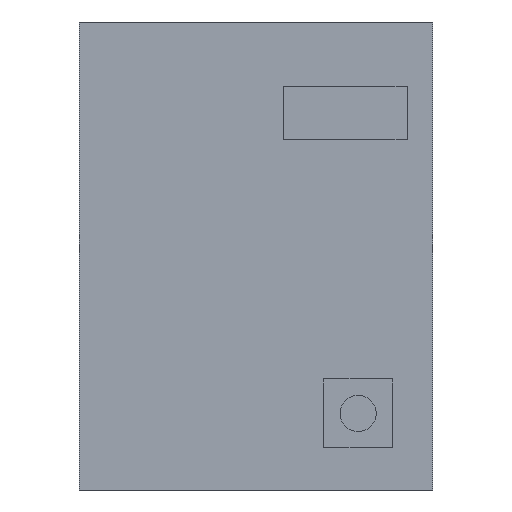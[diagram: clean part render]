
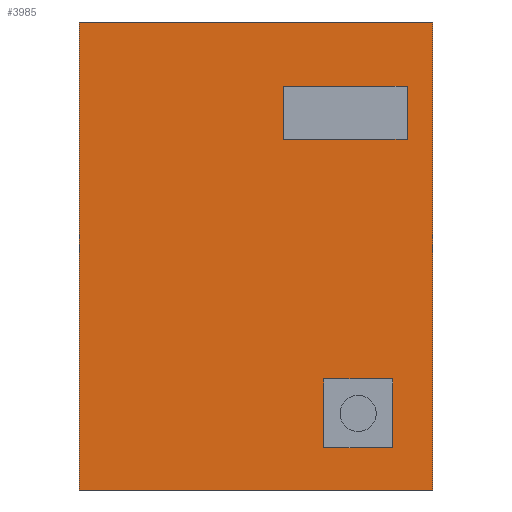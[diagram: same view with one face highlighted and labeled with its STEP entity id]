
A CAD part, front view. The second image highlights one B-rep face of the part: STEP entity #3985.
In plain terms, the highlighted planar face has unit normal (0, -1, 0).
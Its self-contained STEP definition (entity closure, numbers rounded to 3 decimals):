
#3761=CARTESIAN_POINT('POINT681',(10.541,-35.56,-13.97));
#3762=VERTEX_POINT('VERTEX681',#3761);
#3765=CARTESIAN_POINT('POINT682',(-10.541,-35.56,-13.97))
   ;
#3766=VERTEX_POINT('VERTEX682',#3765);
#3767=CARTESIAN_POINT('POS1216',(-10.541,-35.56,-13.97));
#3768=DIRECTION('DIR1637',(-1.,0.,0.));
#3769=VECTOR('VEC795',#3768,25.4);
#3770=LINE('STRAIGHT795',#3767,#3769);
#3771=EDGE_CURVE('EDGE1029',#3762,#3766,#3770,.T.);
#3780=CARTESIAN_POINT('POINT683',(-10.541,-35.56,13.97));
#3781=VERTEX_POINT('VERTEX683',#3780);
#3782=CARTESIAN_POINT('POS1217',(-10.541,-35.56,13.97));
#3783=DIRECTION('DIR1638',(0.,0.,
   1.));
#3784=VECTOR('VEC796',#3783,25.4);
#3785=LINE('STRAIGHT796',#3782,#3784);
#3786=EDGE_CURVE('EDGE1031',#3766,#3781,#3785,.T.);
#3795=CARTESIAN_POINT('POINT684',(10.541,-35.56,13.97));
#3796=VERTEX_POINT('VERTEX684',#3795);
#3797=CARTESIAN_POINT('POS1218',(10.541,-35.56,13.97));
#3798=DIRECTION('DIR1639',(1.,0.,
   0.));
#3799=VECTOR('VEC797',#3798,25.4);
#3800=LINE('STRAIGHT797',#3797,#3799);
#3801=EDGE_CURVE('EDGE1033',#3781,#3796,#3800,.T.);
#3828=CARTESIAN_POINT('POS1219',(10.541,-35.56,-13.97));
#3829=DIRECTION('DIR1640',(0.,0.
   ,-1.));
#3830=VECTOR('VEC798',#3829,25.4);
#3831=LINE('STRAIGHT798',#3828,#3830);
#3832=EDGE_CURVE('EDGE1035',#3796,#3762,#3831,.T.);
#3839=CARTESIAN_POINT('POINT685',(1.651,-35.56,6.972));
#3840=VERTEX_POINT('VERTEX685',#3839);
#3847=CARTESIAN_POINT('POINT686',(9.017,-35.56,6.972));
#3848=VERTEX_POINT('VERTEX686',#3847);
#3849=CARTESIAN_POINT('POS1221',(0.825,-35.56,
   6.972));
#3850=DIRECTION('DIR1642',(-1.,0.,
   0.));
#3851=VECTOR('VEC800',#3850,25.4);
#3852=LINE('STRAIGHT800',#3849,#3851);
#3853=EDGE_CURVE('EDGE1037',#3848,#3840,#3852,.T.);
#3871=CARTESIAN_POINT('POINT687',(9.017,-35.56,10.147));
#3872=VERTEX_POINT('VERTEX687',#3871);
#3873=CARTESIAN_POINT('POS1224',(9.017,-35.56,3.486));
#3874=DIRECTION('DIR1646',(0.,0.,
   -1.));
#3875=VECTOR('VEC802',#3874,25.4);
#3876=LINE('STRAIGHT802',#3873,#3875);
#3877=EDGE_CURVE('EDGE1039',#3872,#3848,#3876,.T.);
#3895=CARTESIAN_POINT('POINT688',(1.651,-35.56,10.147));
#3896=VERTEX_POINT('VERTEX688',#3895);
#3897=CARTESIAN_POINT('POS1227',(4.508,-35.56,
   10.147));
#3898=DIRECTION('DIR1650',(1.,0.,
   0.));
#3899=VECTOR('VEC804',#3898,25.4);
#3900=LINE('STRAIGHT804',#3897,#3899);
#3901=EDGE_CURVE('EDGE1041',#3896,#3872,#3900,.T.);
#3919=CARTESIAN_POINT('POS1230',(1.651,-35.56,4.28));
#3920=DIRECTION('DIR1654',(0.,0.,
   1.));
#3921=VECTOR('VEC806',#3920,25.4);
#3922=LINE('STRAIGHT806',#3919,#3921);
#3923=EDGE_CURVE('EDGE1043',#3840,#3896,#3922,.T.);
#3934=CARTESIAN_POINT('POINT689',(8.153,-35.56,-11.455)
   );
#3935=VERTEX_POINT('VERTEX689',#3934);
#3936=CARTESIAN_POINT('POINT690',(4.039,-35.56,-11.455)
   );
#3937=VERTEX_POINT('VERTEX690',#3936);
#3938=CARTESIAN_POINT('POS1232',(3.048,-35.56,
   -11.455));
#3939=DIRECTION('DIR1657',(-1.,0.,0.));
#3940=VECTOR('VEC807',#3939,25.4);
#3941=LINE('STRAIGHT807',#3938,#3940);
#3942=EDGE_CURVE('EDGE1044',#3935,#3937,#3941,.T.);
#3943=ORIENTED_EDGE('COEDGE2079',*,*,#3942,.T.);
#3944=CARTESIAN_POINT('POINT691',(4.039,-35.56,-7.341))
   ;
#3945=VERTEX_POINT('VERTEX691',#3944);
#3946=CARTESIAN_POINT('POS1233',(4.039,-35.56,-4.699));
#3947=DIRECTION('DIR1658',(0.,0.,
   1.));
#3948=VECTOR('VEC808',#3947,25.4);
#3949=LINE('STRAIGHT808',#3946,#3948);
#3950=EDGE_CURVE('EDGE1045',#3937,#3945,#3949,.T.);
#3951=ORIENTED_EDGE('COEDGE2080',*,*,#3950,.T.);
#3952=CARTESIAN_POINT('POINT692',(8.153,-35.56,-7.341))
   ;
#3953=VERTEX_POINT('VERTEX692',#3952);
#3954=CARTESIAN_POINT('POS1234',(3.048,-35.56,
   -7.341));
#3955=DIRECTION('DIR1659',(1.,0.,0.));
#3956=VECTOR('VEC809',#3955,25.4);
#3957=LINE('STRAIGHT809',#3954,#3956);
#3958=EDGE_CURVE('EDGE1046',#3945,#3953,#3957,.T.);
#3959=ORIENTED_EDGE('COEDGE2081',*,*,#3958,.T.);
#3960=CARTESIAN_POINT('POS1235',(8.153,-35.56,-4.699));
#3961=DIRECTION('DIR1660',(0.,0.
   ,-1.));
#3962=VECTOR('VEC810',#3961,25.4);
#3963=LINE('STRAIGHT810',#3960,#3962);
#3964=EDGE_CURVE('EDGE1047',#3953,#3935,#3963,.T.);
#3965=ORIENTED_EDGE('COEDGE2082',*,*,#3964,.T.);
#3966=EDGE_LOOP('NONE',(#3943,#3951,#3959,#3965));
#3967=FACE_BOUND('LOOP1',#3966,.T.);
#3968=ORIENTED_EDGE('COEDGE2083',*,*,#3923,.T.);
#3969=ORIENTED_EDGE('COEDGE2084',*,*,#3901,.T.);
#3970=ORIENTED_EDGE('COEDGE2085',*,*,#3877,.T.);
#3971=ORIENTED_EDGE('COEDGE2086',*,*,#3853,.T.);
#3972=EDGE_LOOP('NONE',(#3968,#3969,#3970,#3971));
#3973=FACE_BOUND('LOOP1',#3972,.T.);
#3974=ORIENTED_EDGE('COEDGE2087',*,*,#3832,.F.);
#3975=ORIENTED_EDGE('COEDGE2088',*,*,#3801,.F.);
#3976=ORIENTED_EDGE('COEDGE2089',*,*,#3786,.F.);
#3977=ORIENTED_EDGE('COEDGE2090',*,*,#3771,.F.);
#3978=EDGE_LOOP('NONE',(#3974,#3975,#3976,#3977));
#3979=FACE_BOUND('LOOP1',#3978,.T.);
#3980=CARTESIAN_POINT('POS1236',(0.,-35.56,
   0.));
#3981=DIRECTION('DIR1661',(0.,-1.,
   0.));
#3982=DIRECTION('DIR1662',(1.,0.,
   0.));
#3983=AXIS2_PLACEMENT_3D('AXIS426',#3980,#3981,#3982);
#3984=PLANE('PLANE276',#3983);
#3985=ADVANCED_FACE('FACE396',(#3967,#3973,#3979),#3984,.T.);
